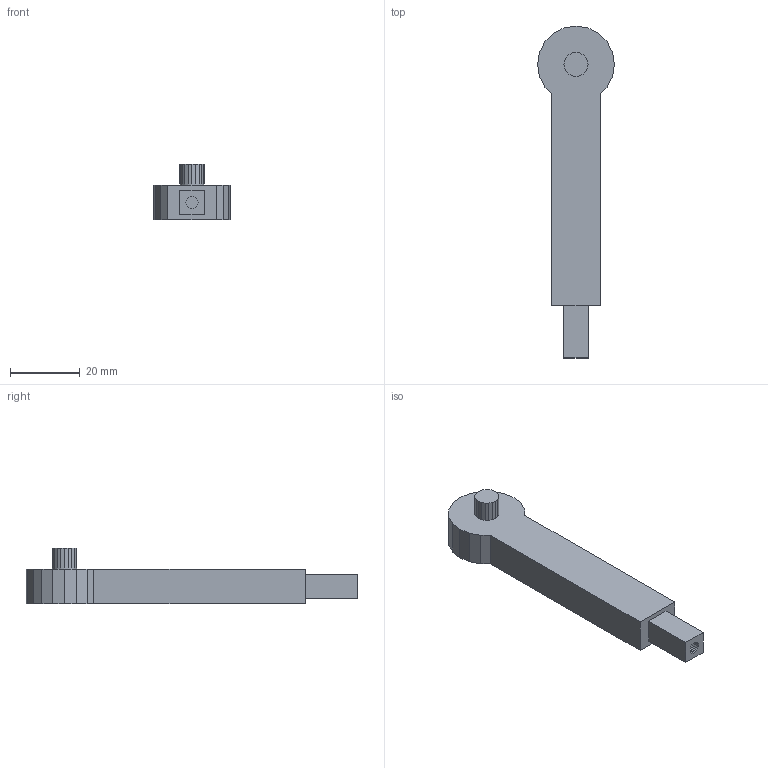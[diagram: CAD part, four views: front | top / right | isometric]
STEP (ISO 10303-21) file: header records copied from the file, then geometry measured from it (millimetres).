
FILE_DESCRIPTION(/* description */ (''),/* implementation_level */ '2;1');
FILE_NAME(/* name */ 'bras_2_ipt_f5c38aef.STEP',/* time_stamp */ '2023-05-16T05:44:44+02:00',/* author */ ('jgarn'),/* organization */ (''),/* preprocessor_version */ 'ST-DEVELOPER v18.1',/* originating_system */ 'Autodesk Inventor 2021',/* authorisation */ '');
FILE_SCHEMA (('AUTOMOTIVE_DESIGN { 1 0 10303 214 3 1 1 }'));
Length unit declared in the file: millimetre
Products named in the file (1): bras_2
Bounding box: 22 x 95 x 16 mm (x, y, z)
Volume: 12435.1 mm3; surface area: 5415.5 mm2
Topology: 1 solids, 1 shells, 68 faces, 189 edges, 126 vertices
Faces by surface type: plane 68
Entity records: 2183 total; most frequent: CARTESIAN_POINT 384, ORIENTED_EDGE 378, DIRECTION 327, LINE 189, VECTOR 189, EDGE_CURVE 189, VERTEX_POINT 126, EDGE_LOOP 71
